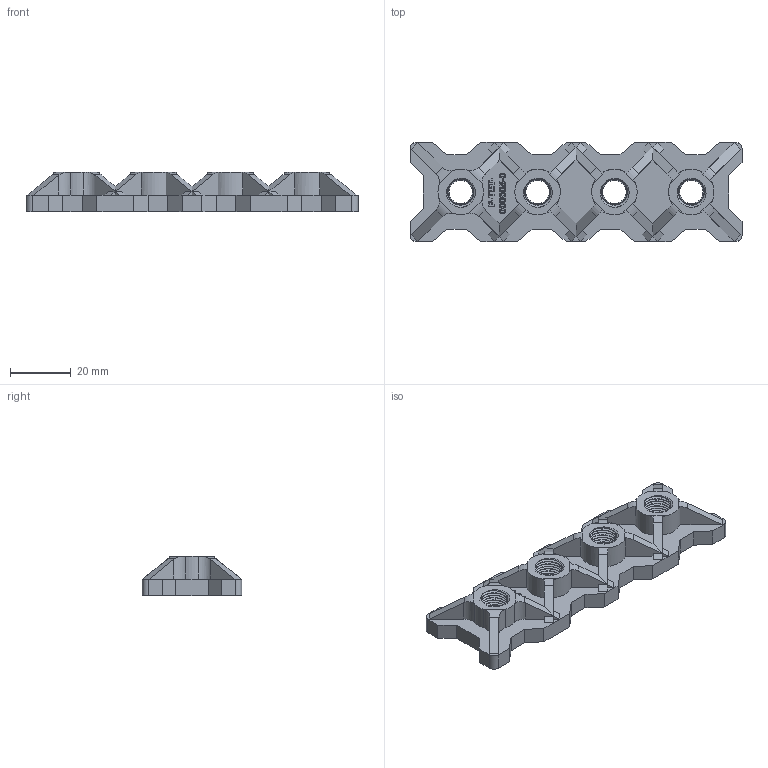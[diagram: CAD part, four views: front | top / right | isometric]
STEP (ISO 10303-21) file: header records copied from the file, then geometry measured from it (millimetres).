
FILE_DESCRIPTION(/* description */ (''),/* implementation_level */ '2;1');
FILE_NAME(/* name */ 'P-TET-000005-0_Pressure_manifold-SLA.step',/* time_stamp */ '2020-08-31T13:20:32-04:00',/* author */ (''),/* organization */ (''),/* preprocessor_version */ 'ST-DEVELOPER v18.1',/* originating_system */ 'Autodesk Translation Framework v9.3.0.1241',/* authorisation */ '');
FILE_SCHEMA (('AUTOMOTIVE_DESIGN { 1 0 10303 214 3 1 1 }'));
Products named in the file (1): P-TET-000005-0
Bounding box: 109.68 x 32.82 x 12.9 mm (x, y, z)
Volume: 20398 mm3; surface area: 13236.7 mm2
Topology: 1 solids, 1 shells, 607 faces, 1647 edges, 1086 vertices
Faces by surface type: bspline 289, plane 216, cylinder 66, cone 36
Full cylindrical faces by diameter (mm): 2.362 x10, 7.715 x4, 9.652 x4, 16.002 x4
Entity records: 43885 total; most frequent: CARTESIAN_POINT 30612, ORIENTED_EDGE 3294, DIRECTION 1743, EDGE_CURVE 1647, VERTEX_POINT 1086, LINE 817, VECTOR 817, B_SPLINE_CURVE_WITH_KNOTS 686
